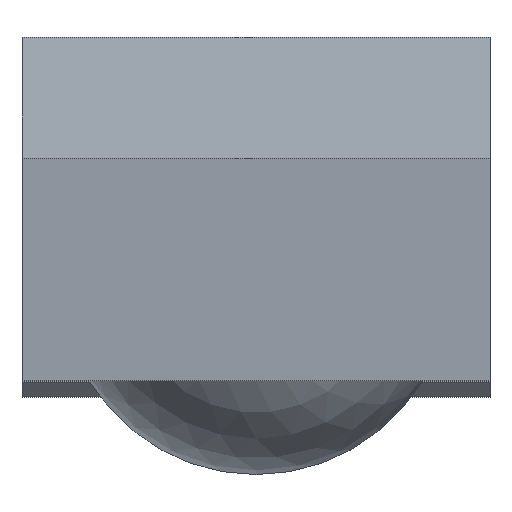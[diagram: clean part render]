
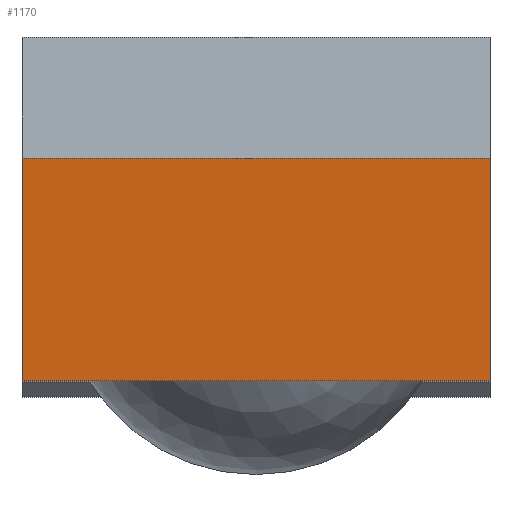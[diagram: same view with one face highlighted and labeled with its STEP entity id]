
A CAD part, top view. The second image highlights one B-rep face of the part: STEP entity #1170.
In plain terms, the highlighted planar face has unit normal (0, -0.101, 0.995).
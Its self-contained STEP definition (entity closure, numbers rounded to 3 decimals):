
#323=VECTOR('',#324,1.);
#324=DIRECTION('',(-1.,0.,0.));
#651=VERTEX_POINT('',#652);
#652=CARTESIAN_POINT('',(5.54,-2.85,10.05));
#657=ORIENTED_EDGE('',*,*,#658,.F.);
#658=EDGE_CURVE('',#659,#651,#661,.T.);
#659=VERTEX_POINT('',#660);
#660=CARTESIAN_POINT('',(5.54,0.,10.34));
#661=LINE('',#660,#662);
#662=VECTOR('',#663,1.);
#663=DIRECTION('',(0.,-0.995,-0.101    ));
#951=VERTEX_POINT('',#952);
#952=CARTESIAN_POINT('',(-0.46,0.,10.34));
#957=ORIENTED_EDGE('',*,*,#958,.T.);
#958=EDGE_CURVE('',#951,#959,#961,.T.);
#959=VERTEX_POINT('',#960);
#960=CARTESIAN_POINT('',(-0.46,-2.85,10.05));
#961=LINE('',#962,#963);
#962=CARTESIAN_POINT('',(-0.46,0.768,10.418));
#963=VECTOR('',#964,1.);
#964=DIRECTION('',(0.,-0.995,-0.101));
#1164=EDGE_CURVE('',#659,#951,#1165,.T.);
#1165=LINE('',#660,#323);
#1170=ADVANCED_FACE('',(#1171),#1177,.T.);
#1171=FACE_BOUND('',#1172,.T.);
#1172=EDGE_LOOP('',(#657,#1173,#957,#1174));
#1173=ORIENTED_EDGE('',*,*,#1164,.T.);
#1174=ORIENTED_EDGE('',*,*,#1175,.F.);
#1175=EDGE_CURVE('',#651,#959,#1176,.T.);
#1176=LINE('',#652,#323);
#1177=PLANE('',#1178);
#1178=AXIS2_PLACEMENT_3D('',#660,#1179,#1180);
#1179=DIRECTION('',(0.,-0.101,0.995)  );
#1180=DIRECTION('',(0.,-0.995,    -0.101));
